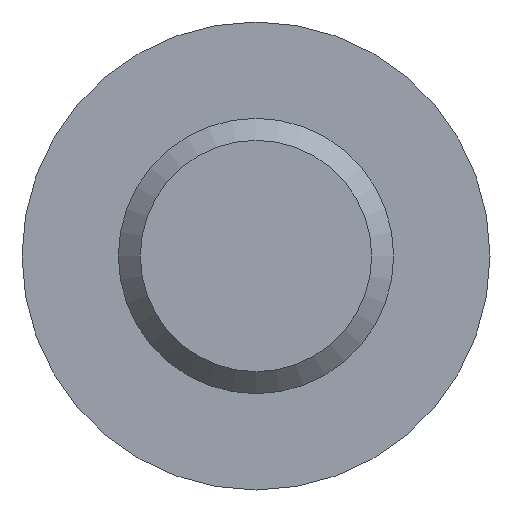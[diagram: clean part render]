
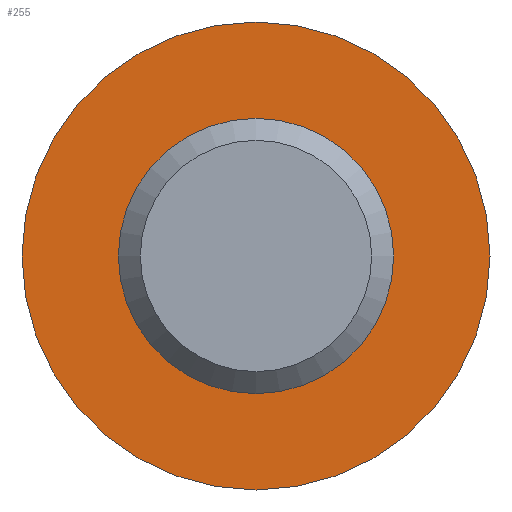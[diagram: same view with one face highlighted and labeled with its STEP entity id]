
A CAD part, front view. The second image highlights one B-rep face of the part: STEP entity #255.
In plain terms, the highlighted planar face has unit normal (0, -1, 0).
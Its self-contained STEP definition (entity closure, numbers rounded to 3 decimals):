
#32 = AXIS2_PLACEMENT_3D ( 'NONE', #143, #257, #470 ) ;
#55 = EDGE_CURVE ( 'NONE', #218, #218, #368, .T. ) ;
#61 = CARTESIAN_POINT ( 'NONE',  ( -2.5, 25., 0. ) ) ;
#104 = DIRECTION ( 'NONE',  ( 0., 0., 1. ) ) ;
#143 = CARTESIAN_POINT ( 'NONE',  ( 0., 25., 0. ) ) ;
#182 = CARTESIAN_POINT ( 'NONE',  ( 0., 25., -4.25 ) ) ;
#192 = PLANE ( 'NONE',  #441 ) ;
#208 = ORIENTED_EDGE ( 'NONE', *, *, #351, .F. ) ;
#218 = VERTEX_POINT ( 'NONE', #182 ) ;
#255 = ADVANCED_FACE ( 'NONE', ( #360, #447 ), #192, .F. ) ;
#257 = DIRECTION ( 'NONE',  ( 0., -1., 0. ) ) ;
#302 = EDGE_LOOP ( 'NONE', ( #364 ) ) ;
#303 = AXIS2_PLACEMENT_3D ( 'NONE', #423, #313, #545 ) ;
#313 = DIRECTION ( 'NONE',  ( 0., -1., 0. ) ) ;
#351 = EDGE_CURVE ( 'NONE', #466, #466, #514, .T. ) ;
#360 = FACE_BOUND ( 'NONE', #529, .T. ) ;
#364 = ORIENTED_EDGE ( 'NONE', *, *, #55, .T. ) ;
#368 = CIRCLE ( 'NONE', #32, 4.25 ) ;
#387 = CARTESIAN_POINT ( 'NONE',  ( 0., 25., -2.5 ) ) ;
#423 = CARTESIAN_POINT ( 'NONE',  ( 0., 25., 0. ) ) ;
#441 = AXIS2_PLACEMENT_3D ( 'NONE', #61, #519, #104 ) ;
#447 = FACE_OUTER_BOUND ( 'NONE', #302, .T. ) ;
#466 = VERTEX_POINT ( 'NONE', #387 ) ;
#470 = DIRECTION ( 'NONE',  ( 0., 0., -1. ) ) ;
#514 = CIRCLE ( 'NONE', #303, 2.5 ) ;
#519 = DIRECTION ( 'NONE',  ( 0., 1., 0. ) ) ;
#529 = EDGE_LOOP ( 'NONE', ( #208 ) ) ;
#545 = DIRECTION ( 'NONE',  ( 0., 0., -1. ) ) ;
